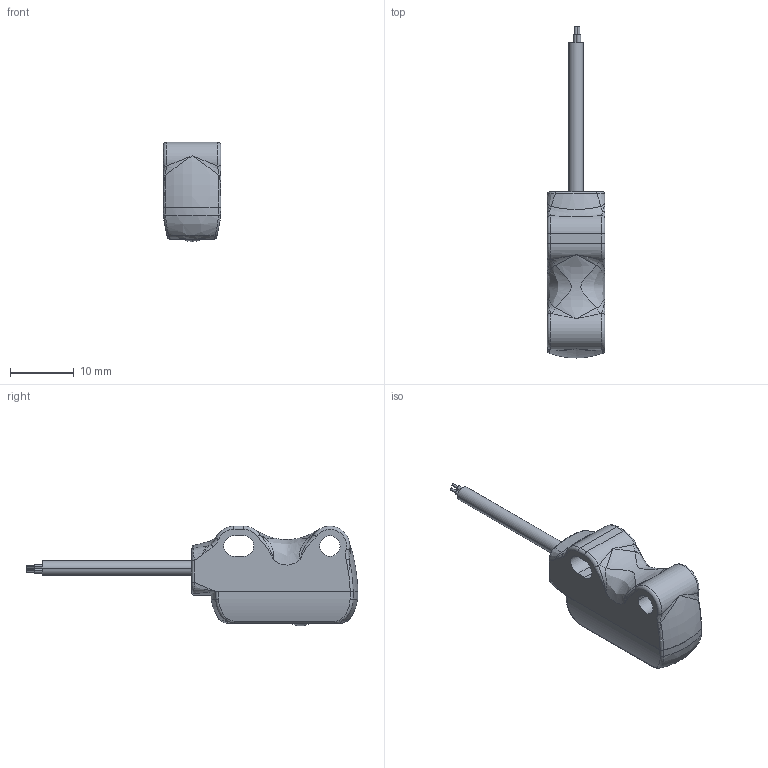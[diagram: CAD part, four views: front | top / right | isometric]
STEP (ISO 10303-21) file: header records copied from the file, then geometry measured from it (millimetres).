
FILE_DESCRIPTION((''),'2;1');
FILE_NAME('149858_SM01_ASM','2025-08-19T13:04:04',('banengservice'),('BANNER ENGINEERING'),'CREO PARAMETRIC BY PTC INC, 2022414','CREO PARAMETRIC BY PTC INC, 2022414','');
FILE_SCHEMA(('CONFIG_CONTROL_DESIGN'));
Length unit declared in the file: millimetre
Products named in the file (3): 149858_EP01; ASSEMBLY_57245; 149858_SM01_ASM
Assembly tree (2 placements, depth 2):
  149858_SM01_ASM
    149858_EP01
    ASSEMBLY_57245
Bounding box: 9.03 x 51.94 x 15.58 mm (x, y, z)
Volume: 2819.1 mm3; surface area: 1646 mm2
Topology: 2 solids, 2 shells, 126 faces, 292 edges, 170 vertices
Faces by surface type: bspline 52, cylinder 30, plane 25, torus 17, sphere 2
Entity records: 7025 total; most frequent: CARTESIAN_POINT 4448, ORIENTED_EDGE 576, DIRECTION 452, EDGE_CURVE 288, AXIS2_PLACEMENT_3D 197, VERTEX_POINT 170, EDGE_LOOP 134, FACE_OUTER_BOUND 125
